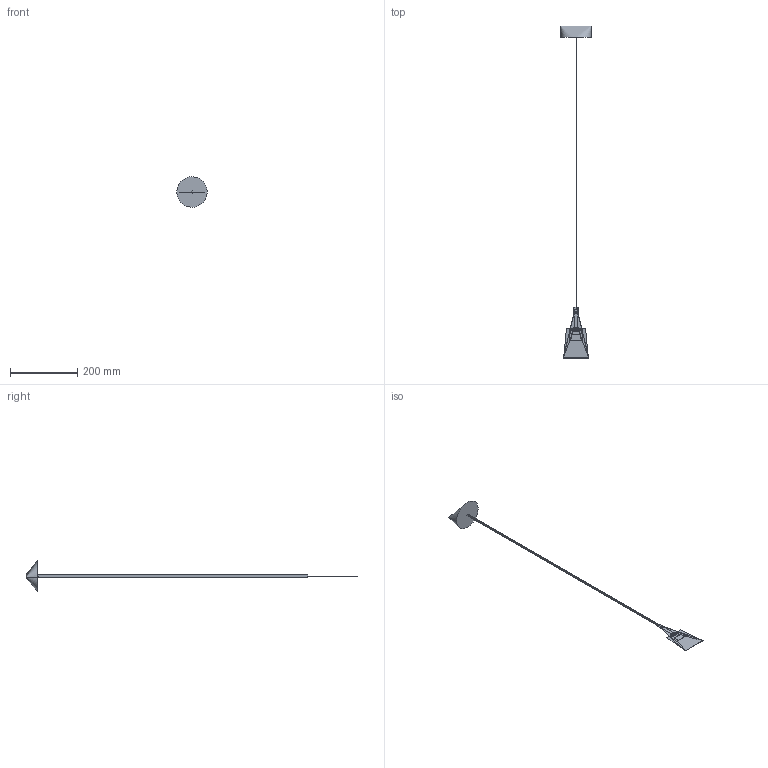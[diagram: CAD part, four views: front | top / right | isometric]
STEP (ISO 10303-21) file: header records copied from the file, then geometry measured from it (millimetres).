
FILE_DESCRIPTION(/* description */ (''),/* implementation_level */ '2;1');
FILE_NAME(/* name */ 'MR JACK SP1 BIG BIANCO(NERO)',/* time_stamp */ '2020-06-19T08:20:03+08:00',/* author */ (''),/* organization */ (''),/* preprocessor_version */ 'ST-DEVELOPER v10',/* originating_system */ '',/* authorisation */ '');
FILE_SCHEMA (('CONFIG_CONTROL_DESIGN'));
Length unit declared in the file: millimetre
Products named in the file (1): 1
Bounding box: 90.07 x 987.05 x 90.31 mm (x, y, z)
Volume: 158335.6 mm3; surface area: 240800.1 mm2
Topology: 10 solids, 12 shells, 103 faces, 288 edges, 151 vertices
Faces by surface type: bspline 103
Entity records: 3826 total; most frequent: CARTESIAN_POINT 2379, ORIENTED_EDGE 406, EDGE_CURVE 206, VERTEX_POINT 108, ADVANCED_FACE 103, FACE_OUTER_BOUND 103, EDGE_LOOP 103, B_SPLINE_CURVE_WITH_KNOTS 96
